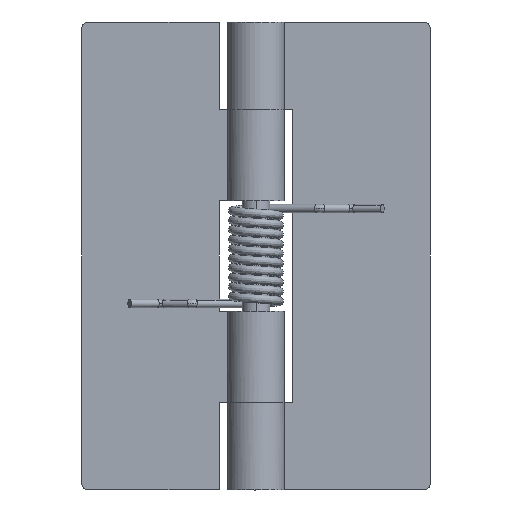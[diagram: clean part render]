
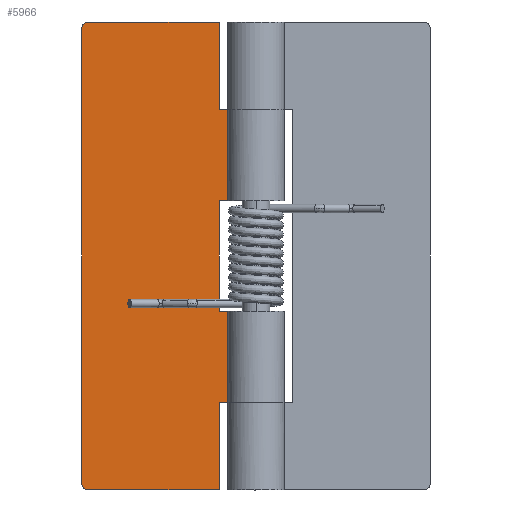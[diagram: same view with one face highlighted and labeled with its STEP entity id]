
A CAD part, front view. The second image highlights one B-rep face of the part: STEP entity #5966.
In plain terms, the highlighted free-form (B-spline) face has degree [1, 1] with [2, 2] control points.
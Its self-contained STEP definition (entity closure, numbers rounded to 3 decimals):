
#5217=CARTESIAN_POINT('',(-18.25,1.5,51.0));
#5218=VERTEX_POINT('',#5217);
#5219=CARTESIAN_POINT('',(-19.0,1.5,50.25));
#5220=VERTEX_POINT('',#5219);
#5221=CARTESIAN_POINT('',(-18.25,1.5,51.));
#5222=CARTESIAN_POINT('',(-19.,1.5,51.));
#5223=CARTESIAN_POINT('',(-19.0,1.5,50.25));
#5231=(BOUNDED_CURVE()B_SPLINE_CURVE(2,(#5221,#5222,#5223),.UNSPECIFIED.,.F.,.U.)CURVE()GEOMETRIC_REPRESENTATION_ITEM()QUASI_UNIFORM_CURVE()RATIONAL_B_SPLINE_CURVE((1.0,0.707,1.0))REPRESENTATION_ITEM(''));
#5232=EDGE_CURVE('',#5218,#5220,#5231,.T.);
#5278=CARTESIAN_POINT('',(-19.0,1.5,0.75));
#5279=VERTEX_POINT('',#5278);
#5280=CARTESIAN_POINT('',(-18.25,1.5,0.0));
#5281=VERTEX_POINT('',#5280);
#5282=CARTESIAN_POINT('',(-19.0,1.5,0.75));
#5283=CARTESIAN_POINT('',(-19.,1.5,0.0));
#5284=CARTESIAN_POINT('',(-18.25,1.5,0.0));
#5292=(BOUNDED_CURVE()B_SPLINE_CURVE(2,(#5282,#5283,#5284),.UNSPECIFIED.,.F.,.U.)CURVE()GEOMETRIC_REPRESENTATION_ITEM()QUASI_UNIFORM_CURVE()RATIONAL_B_SPLINE_CURVE((1.0,0.707,1.0))REPRESENTATION_ITEM(''));
#5293=EDGE_CURVE('',#5279,#5281,#5292,.T.);
#5332=CARTESIAN_POINT('',(-4.0,1.5,19.5));
#5333=VERTEX_POINT('',#5332);
#5346=CARTESIAN_POINT('',(-4.0,1.5,31.5));
#5347=VERTEX_POINT('',#5346);
#5353=CARTESIAN_POINT('',(-4.0,1.5,19.5));
#5354=CARTESIAN_POINT('',(-4.0,1.5,31.5));
#5355=QUASI_UNIFORM_CURVE('',1,(#5353,#5354),.UNSPECIFIED.,.F.,.U.);
#5356=EDGE_CURVE('',#5333,#5347,#5355,.T.);
#5395=CARTESIAN_POINT('',(0.0,1.5,19.5));
#5396=VERTEX_POINT('',#5395);
#5397=CARTESIAN_POINT('',(0.0,1.5,19.5));
#5398=CARTESIAN_POINT('',(-4.0,1.5,19.5));
#5399=QUASI_UNIFORM_CURVE('',1,(#5397,#5398),.UNSPECIFIED.,.F.,.U.);
#5400=EDGE_CURVE('',#5396,#5333,#5399,.T.);
#5466=CARTESIAN_POINT('',(0.0,1.5,31.5));
#5467=VERTEX_POINT('',#5466);
#5487=CARTESIAN_POINT('',(-4.0,1.5,31.5));
#5488=CARTESIAN_POINT('',(0.0,1.5,31.5));
#5489=QUASI_UNIFORM_CURVE('',1,(#5487,#5488),.UNSPECIFIED.,.F.,.U.);
#5490=EDGE_CURVE('',#5347,#5467,#5489,.T.);
#5508=CARTESIAN_POINT('',(-4.0,1.5,41.5));
#5509=VERTEX_POINT('',#5508);
#5522=CARTESIAN_POINT('',(-4.0,1.5,51.0));
#5523=VERTEX_POINT('',#5522);
#5529=CARTESIAN_POINT('',(-4.0,1.5,41.5));
#5530=CARTESIAN_POINT('',(-4.0,1.5,51.0));
#5531=QUASI_UNIFORM_CURVE('',1,(#5529,#5530),.UNSPECIFIED.,.F.,.U.);
#5532=EDGE_CURVE('',#5509,#5523,#5531,.T.);
#5571=CARTESIAN_POINT('',(0.0,1.5,41.5));
#5572=VERTEX_POINT('',#5571);
#5573=CARTESIAN_POINT('',(0.0,1.5,41.5));
#5574=CARTESIAN_POINT('',(-4.0,1.5,41.5));
#5575=QUASI_UNIFORM_CURVE('',1,(#5573,#5574),.UNSPECIFIED.,.F.,.U.);
#5576=EDGE_CURVE('',#5572,#5509,#5575,.T.);
#5614=CARTESIAN_POINT('',(-4.0,1.5,0.0));
#5615=VERTEX_POINT('',#5614);
#5628=CARTESIAN_POINT('',(-4.0,1.5,9.5));
#5629=VERTEX_POINT('',#5628);
#5635=CARTESIAN_POINT('',(-4.0,1.5,0.0));
#5636=CARTESIAN_POINT('',(-4.0,1.5,9.5));
#5637=QUASI_UNIFORM_CURVE('',1,(#5635,#5636),.UNSPECIFIED.,.F.,.U.);
#5638=EDGE_CURVE('',#5615,#5629,#5637,.T.);
#5678=CARTESIAN_POINT('',(0.0,1.5,9.5));
#5679=VERTEX_POINT('',#5678);
#5699=CARTESIAN_POINT('',(-4.0,1.5,9.5));
#5700=CARTESIAN_POINT('',(0.0,1.5,9.5));
#5701=QUASI_UNIFORM_CURVE('',1,(#5699,#5700),.UNSPECIFIED.,.F.,.U.);
#5702=EDGE_CURVE('',#5629,#5679,#5701,.T.);
#5741=CARTESIAN_POINT('',(0.0,1.5,9.5));
#5742=CARTESIAN_POINT('',(0.0,1.5,19.5));
#5743=QUASI_UNIFORM_CURVE('',1,(#5741,#5742),.UNSPECIFIED.,.F.,.U.);
#5744=EDGE_CURVE('',#5679,#5396,#5743,.T.);
#5772=CARTESIAN_POINT('',(0.0,1.5,31.5));
#5773=CARTESIAN_POINT('',(0.0,1.5,41.5));
#5774=QUASI_UNIFORM_CURVE('',1,(#5772,#5773),.UNSPECIFIED.,.F.,.U.);
#5775=EDGE_CURVE('',#5467,#5572,#5774,.T.);
#5897=CARTESIAN_POINT('',(-19.0,1.5,0.75));
#5898=CARTESIAN_POINT('',(-19.0,1.5,50.25));
#5899=QUASI_UNIFORM_CURVE('',1,(#5897,#5898),.UNSPECIFIED.,.F.,.U.);
#5900=EDGE_CURVE('',#5279,#5220,#5899,.T.);
#5910=CARTESIAN_POINT('',(-18.25,1.5,0.0));
#5911=CARTESIAN_POINT('',(-4.0,1.5,0.0));
#5912=QUASI_UNIFORM_CURVE('',1,(#5910,#5911),.UNSPECIFIED.,.F.,.U.);
#5913=EDGE_CURVE('',#5281,#5615,#5912,.T.);
#5931=CARTESIAN_POINT('',(-18.25,1.5,51.0));
#5932=CARTESIAN_POINT('',(-4.0,1.5,51.0));
#5933=QUASI_UNIFORM_CURVE('',1,(#5931,#5932),.UNSPECIFIED.,.F.,.U.);
#5934=EDGE_CURVE('',#5218,#5523,#5933,.T.);
#5945=CARTESIAN_POINT('',(-19.949,1.5,53.547));
#5946=CARTESIAN_POINT('',(-19.949,1.5,-2.547));
#5947=CARTESIAN_POINT('',(0.949,1.5,53.547));
#5948=CARTESIAN_POINT('',(0.949,1.5,-2.547));
#5949=B_SPLINE_SURFACE_WITH_KNOTS('',1,1,((#5945,#5947),(#5946,#5948)),.UNSPECIFIED.,.F.,.F.,.U.,(2,2),(2,2),(0.0,56.095),(0.0,20.898),.UNSPECIFIED.);
#5950=ORIENTED_EDGE('',*,*,#5934,.F.);
#5951=ORIENTED_EDGE('',*,*,#5232,.T.);
#5952=ORIENTED_EDGE('',*,*,#5900,.F.);
#5953=ORIENTED_EDGE('',*,*,#5293,.T.);
#5954=ORIENTED_EDGE('',*,*,#5913,.T.);
#5955=ORIENTED_EDGE('',*,*,#5638,.T.);
#5956=ORIENTED_EDGE('',*,*,#5702,.T.);
#5957=ORIENTED_EDGE('',*,*,#5744,.T.);
#5958=ORIENTED_EDGE('',*,*,#5400,.T.);
#5959=ORIENTED_EDGE('',*,*,#5356,.T.);
#5960=ORIENTED_EDGE('',*,*,#5490,.T.);
#5961=ORIENTED_EDGE('',*,*,#5775,.T.);
#5962=ORIENTED_EDGE('',*,*,#5576,.T.);
#5963=ORIENTED_EDGE('',*,*,#5532,.T.);
#5964=EDGE_LOOP('',(#5950,#5951,#5952,#5953,#5954,#5955,#5956,#5957,#5958,#5959,#5960,#5961,#5962,#5963));
#5965=FACE_OUTER_BOUND('',#5964,.T.);
#5966=ADVANCED_FACE('',(#5965),#5949,.T.);
